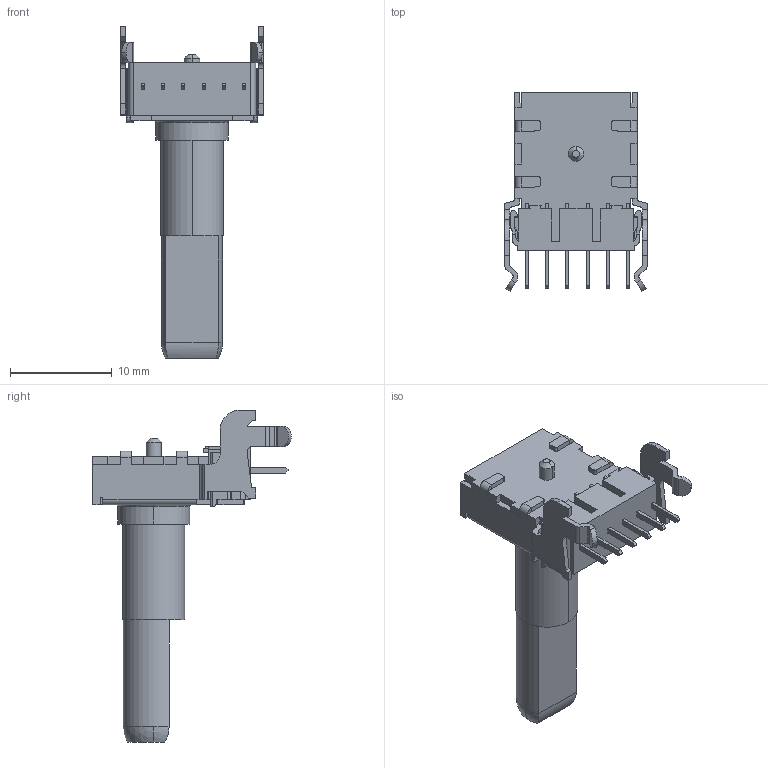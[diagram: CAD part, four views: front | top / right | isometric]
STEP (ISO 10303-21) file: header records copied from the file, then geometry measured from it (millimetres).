
FILE_DESCRIPTION(('STEP AP214'),'1');
FILE_NAME('rk12l12a0c0r.stp','2020-10-29T07:57:57',('TraceParts'),('TraceParts S.A.'),'Spatial InterOp 3D',' ',' ');
FILE_SCHEMA(('AUTOMOTIVE_DESIGN { 1 0 10303 214 1 1 1 1 }'));
Length unit declared in the file: millimetre
Products named in the file (1): rk12l12a0c0r
Bounding box: 14 x 19.5 x 32.6 mm (x, y, z)
Volume: 1576.5 mm3; surface area: 1457.8 mm2
Topology: 1 solids, 1 shells, 414 faces, 1121 edges, 728 vertices
Faces by surface type: plane 316, cylinder 81, bspline 8, torus 4, sphere 3, cone 2
Entity records: 16471 total; most frequent: CARTESIAN_POINT 2698, ORIENTED_EDGE 2240, DIRECTION 2053, EDGE_CURVE 1120, LINE 901, VECTOR 901, VERTEX_POINT 728, AXIS2_PLACEMENT_3D 576
